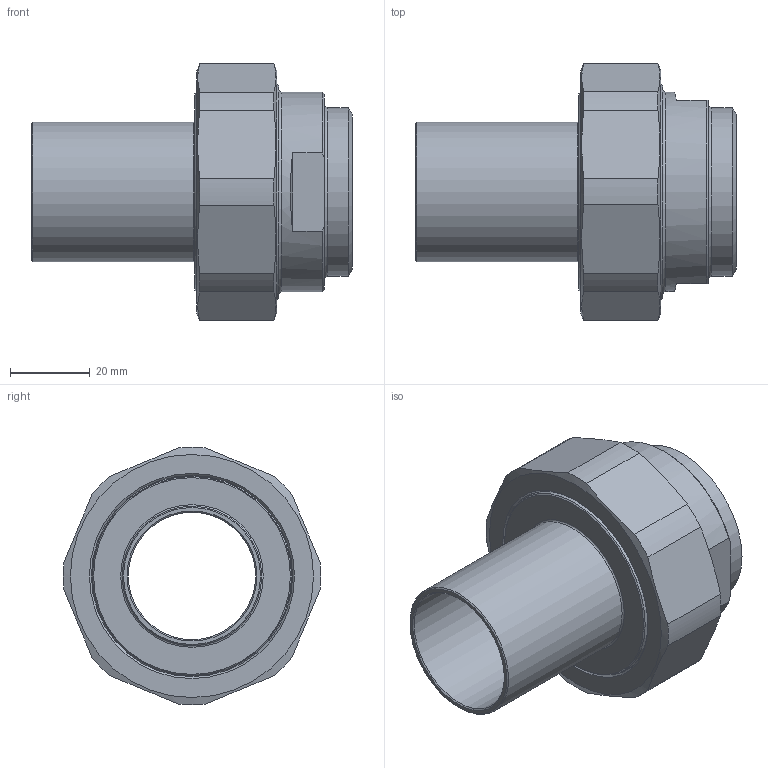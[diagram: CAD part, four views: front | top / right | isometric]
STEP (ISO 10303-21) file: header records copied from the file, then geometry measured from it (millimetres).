
FILE_DESCRIPTION(/* description */ (''),/* implementation_level */ '2;1');
FILE_NAME(/* name */ '3D_R134-PE-SG-35-42.4_17102092.stp',/* time_stamp */ '2021-07-02T07:29:28+02:00',/* author */ ('cad'),/* organization */ (''),/* preprocessor_version */ 'ST-DEVELOPER v18.1',/* originating_system */ 'Autodesk Inventor 2022',/* authorisation */ '');
FILE_SCHEMA (('AUTOMOTIVE_DESIGN { 1 0 10303 214 3 1 1 }'));
Length unit declared in the file: millimetre
Products named in the file (4): 3D_R134-PE-SG-35-42.4_17102092; 3D_R134-M-DN32_171011625; 3D_R134-SG-42.4_171011525; 3D_R134-PE-35-DN32_171011275
Assembly tree (3 placements, depth 2):
  3D_R134-PE-SG-35-42.4_17102092
    3D_R134-M-DN32_171011625
    3D_R134-SG-42.4_171011525
    3D_R134-PE-35-DN32_171011275
Bounding box: 80.5 x 64.68 x 64.66 mm (x, y, z)
Volume: 63064.8 mm3; surface area: 34203.2 mm2
Topology: 3 solids, 3 shells, 74 faces, 178 edges, 117 vertices
Faces by surface type: plane 25, cone 20, cylinder 19, torus 10
Full cylindrical faces by diameter (mm): 32 x1, 35 x1, 37.2 x1, 37.4 x1, 42.4 x1, 50 x2, 50.5 x1, 54 x1, 54.376 x1, 55.85 x1
Entity records: 2342 total; most frequent: DIRECTION 425, CARTESIAN_POINT 416, ORIENTED_EDGE 356, AXIS2_PLACEMENT_3D 186, EDGE_CURVE 178, VERTEX_POINT 117, CIRCLE 103, EDGE_LOOP 87
